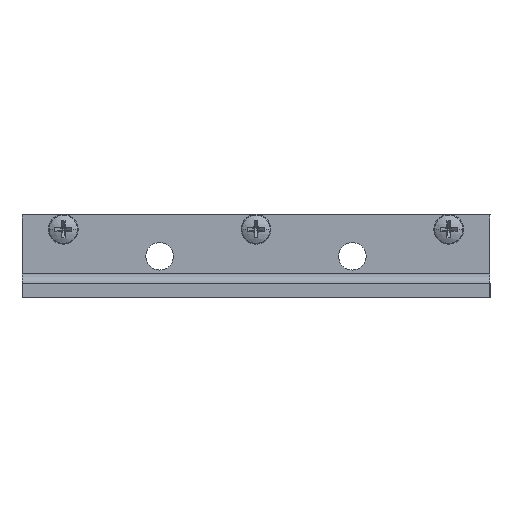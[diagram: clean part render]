
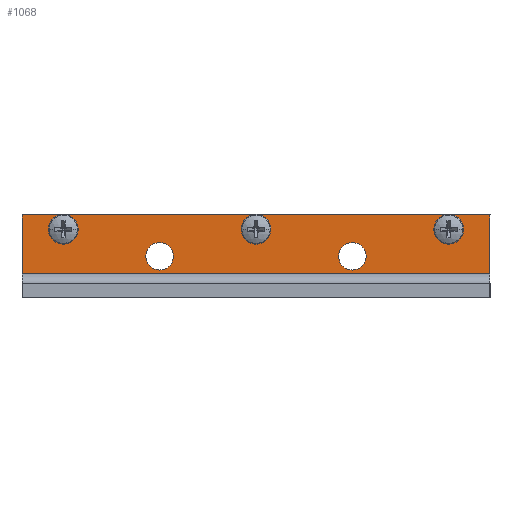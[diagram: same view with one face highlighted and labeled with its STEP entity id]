
A CAD part, left-side view. The second image highlights one B-rep face of the part: STEP entity #1068.
In plain terms, the highlighted face is planar.
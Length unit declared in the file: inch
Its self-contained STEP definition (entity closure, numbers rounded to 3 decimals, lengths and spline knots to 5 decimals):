
#9 = VERTEX_POINT ( 'NONE', #675 ) ;
#46 = ORIENTED_EDGE ( 'NONE', *, *, #1607, .F. ) ;
#122 = AXIS2_PLACEMENT_3D ( 'NONE', #179, #1089, #801 ) ;
#124 = AXIS2_PLACEMENT_3D ( 'NONE', #165, #1190, #303 ) ;
#125 = DIRECTION ( 'NONE',  ( 1., 0., 0. ) ) ;
#136 = CARTESIAN_POINT ( 'NONE',  ( 0.62, 0., 0.1285 ) ) ;
#138 = CARTESIAN_POINT ( 'NONE',  ( 0.7005, -1.75, 0.1285 ) ) ;
#147 = LINE ( 'NONE', #575, #1718 ) ;
#156 = AXIS2_PLACEMENT_3D ( 'NONE', #511, #1695, #526 ) ;
#160 = VECTOR ( 'NONE', #664, 39.37008 ) ;
#163 = AXIS2_PLACEMENT_3D ( 'NONE', #974, #225, #814 ) ;
#165 = CARTESIAN_POINT ( 'NONE',  ( 0.375, 0.875, 0.1285 ) ) ;
#168 = EDGE_LOOP ( 'NONE', ( #937, #46, #1771, #1757 ) ) ;
#171 = VERTEX_POINT ( 'NONE', #1294 ) ;
#179 = CARTESIAN_POINT ( 'NONE',  ( 0.62, -1.75, 0.1285 ) ) ;
#187 = VERTEX_POINT ( 'NONE', #1272 ) ;
#188 = CARTESIAN_POINT ( 'NONE',  ( 0.62, 1.75, 0.1285 ) ) ;
#194 = CIRCLE ( 'NONE', #914, 0.0805 ) ;
#225 = DIRECTION ( 'NONE',  ( 0., 0., 1. ) ) ;
#231 = VERTEX_POINT ( 'NONE', #984 ) ;
#258 = ORIENTED_EDGE ( 'NONE', *, *, #943, .F. ) ;
#279 = CIRCLE ( 'NONE', #122, 0.0805 ) ;
#290 = LINE ( 'NONE', #1756, #1566 ) ;
#303 = DIRECTION ( 'NONE',  ( 1., 0., 0. ) ) ;
#310 = EDGE_CURVE ( 'NONE', #828, #1760, #1322, .T. ) ;
#325 = ORIENTED_EDGE ( 'NONE', *, *, #310, .F. ) ;
#340 = CIRCLE ( 'NONE', #1439, 0.125 ) ;
#347 = EDGE_CURVE ( 'NONE', #718, #9, #976, .T. ) ;
#396 = PLANE ( 'NONE',  #1688 ) ;
#404 = AXIS2_PLACEMENT_3D ( 'NONE', #724, #1031, #755 ) ;
#408 = EDGE_CURVE ( 'NONE', #1760, #828, #279, .T. ) ;
#428 = DIRECTION ( 'NONE',  ( 0., -1., 0. ) ) ;
#467 = DIRECTION ( 'NONE',  ( 1., 0., 0. ) ) ;
#484 = EDGE_CURVE ( 'NONE', #1348, #563, #340, .T. ) ;
#486 = ORIENTED_EDGE ( 'NONE', *, *, #1495, .F. ) ;
#509 = CARTESIAN_POINT ( 'NONE',  ( 0.2185, 2.125, 0.1285 ) ) ;
#511 = CARTESIAN_POINT ( 'NONE',  ( 0.62, 0., 0.1285 ) ) ;
#526 = DIRECTION ( 'NONE',  ( 1., 0., 0. ) ) ;
#536 = FACE_OUTER_BOUND ( 'NONE', #168, .T. ) ;
#557 = DIRECTION ( 'NONE',  ( 0., 0., 1. ) ) ;
#563 = VERTEX_POINT ( 'NONE', #838 ) ;
#569 = ORIENTED_EDGE ( 'NONE', *, *, #484, .F. ) ;
#574 = ORIENTED_EDGE ( 'NONE', *, *, #1231, .F. ) ;
#575 = CARTESIAN_POINT ( 'NONE',  ( 0.75, 2.125, 0.1285 ) ) ;
#579 = EDGE_CURVE ( 'NONE', #1466, #231, #1270, .T. ) ;
#581 = DIRECTION ( 'NONE',  ( 1., 0., 0. ) ) ;
#587 = DIRECTION ( 'NONE',  ( 1., 0., 0. ) ) ;
#636 = CARTESIAN_POINT ( 'NONE',  ( 0.5395, -1.75, 0.1285 ) ) ;
#664 = DIRECTION ( 'NONE',  ( 0., -1., 0. ) ) ;
#675 = CARTESIAN_POINT ( 'NONE',  ( 0.25, 0.875, 0.1285 ) ) ;
#688 = ORIENTED_EDGE ( 'NONE', *, *, #1251, .F. ) ;
#689 = CARTESIAN_POINT ( 'NONE',  ( 0.75, 2.125, 0.1285 ) ) ;
#697 = ORIENTED_EDGE ( 'NONE', *, *, #408, .F. ) ;
#699 = EDGE_LOOP ( 'NONE', ( #574, #486 ) ) ;
#704 = LINE ( 'NONE', #716, #1470 ) ;
#716 = CARTESIAN_POINT ( 'NONE',  ( 0.75, -2.125, 0.1285 ) ) ;
#718 = VERTEX_POINT ( 'NONE', #1420 ) ;
#719 = CIRCLE ( 'NONE', #1229, 0.125 ) ;
#724 = CARTESIAN_POINT ( 'NONE',  ( 0.62, 1.75, 0.1285 ) ) ;
#755 = DIRECTION ( 'NONE',  ( 1., 0., 0. ) ) ;
#760 = EDGE_CURVE ( 'NONE', #1400, #776, #1258, .T. ) ;
#776 = VERTEX_POINT ( 'NONE', #865 ) ;
#788 = CIRCLE ( 'NONE', #1818, 0.0805 ) ;
#789 = ORIENTED_EDGE ( 'NONE', *, *, #760, .F. ) ;
#801 = DIRECTION ( 'NONE',  ( 1., 0., 0. ) ) ;
#814 = DIRECTION ( 'NONE',  ( 1., 0., 0. ) ) ;
#828 = VERTEX_POINT ( 'NONE', #138 ) ;
#838 = CARTESIAN_POINT ( 'NONE',  ( 0.5, -0.875, 0.1285 ) ) ;
#852 = CIRCLE ( 'NONE', #163, 0.125 ) ;
#865 = CARTESIAN_POINT ( 'NONE',  ( 0.5395, 1.75, 0.1285 ) ) ;
#880 = CIRCLE ( 'NONE', #156, 0.0805 ) ;
#914 = AXIS2_PLACEMENT_3D ( 'NONE', #136, #1916, #587 ) ;
#937 = ORIENTED_EDGE ( 'NONE', *, *, #1575, .F. ) ;
#943 = EDGE_CURVE ( 'NONE', #776, #1400, #788, .T. ) ;
#958 = DIRECTION ( 'NONE',  ( 0., 0., 1. ) ) ;
#965 = FACE_BOUND ( 'NONE', #1767, .T. ) ;
#967 = EDGE_LOOP ( 'NONE', ( #258, #789 ) ) ;
#974 = CARTESIAN_POINT ( 'NONE',  ( 0.375, 0.875, 0.1285 ) ) ;
#976 = CIRCLE ( 'NONE', #124, 0.125 ) ;
#984 = CARTESIAN_POINT ( 'NONE',  ( 0.2185, -2.125, 0.1285 ) ) ;
#993 = FACE_BOUND ( 'NONE', #1584, .T. ) ;
#1022 = ORIENTED_EDGE ( 'NONE', *, *, #1054, .F. ) ;
#1031 = DIRECTION ( 'NONE',  ( 0., 0., 1. ) ) ;
#1051 = DIRECTION ( 'NONE',  ( 0., 0., 1. ) ) ;
#1054 = EDGE_CURVE ( 'NONE', #9, #718, #852, .T. ) ;
#1068 = ADVANCED_FACE ( 'NONE', ( #1431, #965, #1560, #1297, #993, #536 ), #396, .T. ) ;
#1087 = DIRECTION ( 'NONE',  ( 1., 0., 0. ) ) ;
#1089 = DIRECTION ( 'NONE',  ( 0., 0., 1. ) ) ;
#1104 = CARTESIAN_POINT ( 'NONE',  ( 0.2185, 2.125, 0.1285 ) ) ;
#1108 = VERTEX_POINT ( 'NONE', #1880 ) ;
#1154 = VERTEX_POINT ( 'NONE', #1613 ) ;
#1157 = AXIS2_PLACEMENT_3D ( 'NONE', #1931, #1051, #581 ) ;
#1173 = EDGE_CURVE ( 'NONE', #1154, #1466, #147, .T. ) ;
#1181 = DIRECTION ( 'NONE',  ( -1., 0., 0. ) ) ;
#1190 = DIRECTION ( 'NONE',  ( 0., 0., 1. ) ) ;
#1229 = AXIS2_PLACEMENT_3D ( 'NONE', #1332, #557, #125 ) ;
#1231 = EDGE_CURVE ( 'NONE', #187, #171, #194, .T. ) ;
#1251 = EDGE_CURVE ( 'NONE', #563, #1348, #719, .T. ) ;
#1258 = CIRCLE ( 'NONE', #404, 0.0805 ) ;
#1270 = LINE ( 'NONE', #509, #160 ) ;
#1272 = CARTESIAN_POINT ( 'NONE',  ( 0.5395, 0., 0.1285 ) ) ;
#1278 = EDGE_LOOP ( 'NONE', ( #1022, #1924 ) ) ;
#1294 = CARTESIAN_POINT ( 'NONE',  ( 0.7005, 0., 0.1285 ) ) ;
#1297 = FACE_BOUND ( 'NONE', #699, .T. ) ;
#1322 = CIRCLE ( 'NONE', #1157, 0.0805 ) ;
#1332 = CARTESIAN_POINT ( 'NONE',  ( 0.375, -0.875, 0.1285 ) ) ;
#1348 = VERTEX_POINT ( 'NONE', #1519 ) ;
#1361 = CARTESIAN_POINT ( 'NONE',  ( 0.7005, 1.75, 0.1285 ) ) ;
#1381 = CARTESIAN_POINT ( 'NONE',  ( 0.375, -0.875, 0.1285 ) ) ;
#1400 = VERTEX_POINT ( 'NONE', #1361 ) ;
#1420 = CARTESIAN_POINT ( 'NONE',  ( 0.5, 0.875, 0.1285 ) ) ;
#1431 = FACE_BOUND ( 'NONE', #1278, .T. ) ;
#1439 = AXIS2_PLACEMENT_3D ( 'NONE', #1381, #1523, #467 ) ;
#1450 = DIRECTION ( 'NONE',  ( -1., 0., 0. ) ) ;
#1466 = VERTEX_POINT ( 'NONE', #1104 ) ;
#1470 = VECTOR ( 'NONE', #1181, 39.37008 ) ;
#1495 = EDGE_CURVE ( 'NONE', #171, #187, #880, .T. ) ;
#1519 = CARTESIAN_POINT ( 'NONE',  ( 0.25, -0.875, 0.1285 ) ) ;
#1523 = DIRECTION ( 'NONE',  ( 0., 0., 1. ) ) ;
#1560 = FACE_BOUND ( 'NONE', #967, .T. ) ;
#1566 = VECTOR ( 'NONE', #428, 39.37008 ) ;
#1575 = EDGE_CURVE ( 'NONE', #1108, #231, #704, .T. ) ;
#1584 = EDGE_LOOP ( 'NONE', ( #697, #325 ) ) ;
#1607 = EDGE_CURVE ( 'NONE', #1154, #1108, #290, .T. ) ;
#1613 = CARTESIAN_POINT ( 'NONE',  ( 0.75, 2.125, 0.1285 ) ) ;
#1688 = AXIS2_PLACEMENT_3D ( 'NONE', #689, #1887, #1706 ) ;
#1695 = DIRECTION ( 'NONE',  ( 0., 0., 1. ) ) ;
#1706 = DIRECTION ( 'NONE',  ( 1., 0., 0. ) ) ;
#1718 = VECTOR ( 'NONE', #1450, 39.37008 ) ;
#1756 = CARTESIAN_POINT ( 'NONE',  ( 0.75, 2.125, 0.1285 ) ) ;
#1757 = ORIENTED_EDGE ( 'NONE', *, *, #579, .T. ) ;
#1760 = VERTEX_POINT ( 'NONE', #636 ) ;
#1767 = EDGE_LOOP ( 'NONE', ( #569, #688 ) ) ;
#1771 = ORIENTED_EDGE ( 'NONE', *, *, #1173, .T. ) ;
#1818 = AXIS2_PLACEMENT_3D ( 'NONE', #188, #958, #1087 ) ;
#1880 = CARTESIAN_POINT ( 'NONE',  ( 0.75, -2.125, 0.1285 ) ) ;
#1887 = DIRECTION ( 'NONE',  ( 0., 0., 1. ) ) ;
#1916 = DIRECTION ( 'NONE',  ( 0., 0., 1. ) ) ;
#1924 = ORIENTED_EDGE ( 'NONE', *, *, #347, .F. ) ;
#1931 = CARTESIAN_POINT ( 'NONE',  ( 0.62, -1.75, 0.1285 ) ) ;
